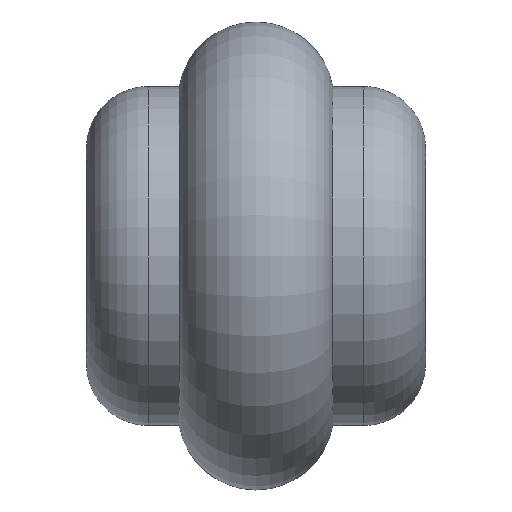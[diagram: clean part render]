
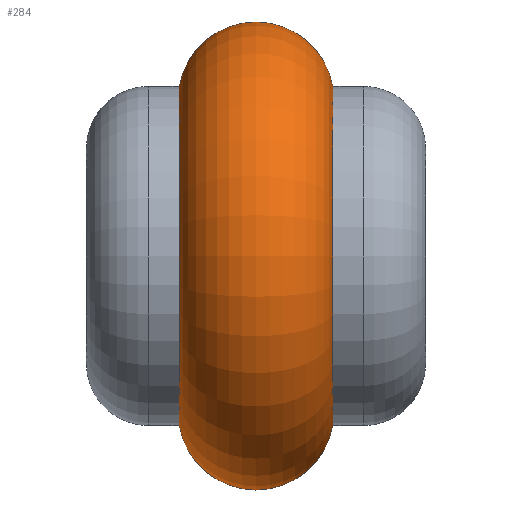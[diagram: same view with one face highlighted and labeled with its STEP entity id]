
A CAD part, left-side view. The second image highlights one B-rep face of the part: STEP entity #284.
In plain terms, the highlighted toroidal (fillet/blend) face has major radius 11.5 mm and minor radius 5.75 mm.
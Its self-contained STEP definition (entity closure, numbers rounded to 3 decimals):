
#24 = CIRCLE ( 'NONE', #309, 12.5 ) ;
#50 = CARTESIAN_POINT ( 'NONE',  ( 0., 0., 0. ) ) ;
#52 = DIRECTION ( 'NONE',  ( 1., 0., 0. ) ) ;
#53 = CARTESIAN_POINT ( 'NONE',  ( 0., 0., 11.5 ) ) ;
#56 = DIRECTION ( 'NONE',  ( 0., 0., -1. ) ) ;
#72 = VERTEX_POINT ( 'NONE', #326 ) ;
#79 = VERTEX_POINT ( 'NONE', #149 ) ;
#93 = CIRCLE ( 'NONE', #210, 5.75 ) ;
#113 = DIRECTION ( 'NONE',  ( 0., 0., 1. ) ) ;
#129 = DIRECTION ( 'NONE',  ( 0., -1., 0. ) ) ;
#138 = EDGE_CURVE ( 'NONE', #72, #328, #205, .T. ) ;
#149 = CARTESIAN_POINT ( 'NONE',  ( 0., -5.662, 12.5 ) ) ;
#204 = ORIENTED_EDGE ( 'NONE', *, *, #271, .T. ) ;
#205 = CIRCLE ( 'NONE', #519, 5.75 ) ;
#210 = AXIS2_PLACEMENT_3D ( 'NONE', #53, #52, #56 ) ;
#217 = ORIENTED_EDGE ( 'NONE', *, *, #138, .T. ) ;
#271 = EDGE_CURVE ( 'NONE', #386, #72, #24, .T. ) ;
#277 = ORIENTED_EDGE ( 'NONE', *, *, #376, .F. ) ;
#281 = TOROIDAL_SURFACE ( 'NONE', #379, 11.5, 5.75 ) ;
#284 = ADVANCED_FACE ( 'NONE', ( #422 ), #281, .T. ) ;
#309 = AXIS2_PLACEMENT_3D ( 'NONE', #420, #490, #495 ) ;
#326 = CARTESIAN_POINT ( 'NONE',  ( 0., 5.662, -12.5 ) ) ;
#328 = VERTEX_POINT ( 'NONE', #500 ) ;
#329 = EDGE_CURVE ( 'NONE', #79, #328, #392, .T. ) ;
#334 = DIRECTION ( 'NONE',  ( 0., -1., 0. ) ) ;
#356 = EDGE_LOOP ( 'NONE', ( #277, #204, #217, #508 ) ) ;
#374 = DIRECTION ( 'NONE',  ( 0., 0., -1. ) ) ;
#376 = EDGE_CURVE ( 'NONE', #386, #79, #93, .T. ) ;
#379 = AXIS2_PLACEMENT_3D ( 'NONE', #50, #334, #417 ) ;
#386 = VERTEX_POINT ( 'NONE', #403 ) ;
#392 = CIRCLE ( 'NONE', #456, 12.5 ) ;
#403 = CARTESIAN_POINT ( 'NONE',  ( 0., 5.662, 12.5 ) ) ;
#417 = DIRECTION ( 'NONE',  ( 0., 0., -1. ) ) ;
#420 = CARTESIAN_POINT ( 'NONE',  ( 0., 5.662, 0. ) ) ;
#422 = FACE_OUTER_BOUND ( 'NONE', #356, .T. ) ;
#456 = AXIS2_PLACEMENT_3D ( 'NONE', #485, #129, #374 ) ;
#485 = CARTESIAN_POINT ( 'NONE',  ( 0., -5.662, 0. ) ) ;
#490 = DIRECTION ( 'NONE',  ( 0., -1., 0. ) ) ;
#495 = DIRECTION ( 'NONE',  ( 0., 0., -1. ) ) ;
#500 = CARTESIAN_POINT ( 'NONE',  ( 0., -5.662, -12.5 ) ) ;
#508 = ORIENTED_EDGE ( 'NONE', *, *, #329, .F. ) ;
#519 = AXIS2_PLACEMENT_3D ( 'NONE', #538, #536, #113 ) ;
#536 = DIRECTION ( 'NONE',  ( -1., 0., 0. ) ) ;
#538 = CARTESIAN_POINT ( 'NONE',  ( 0., 0., -11.5 ) ) ;
